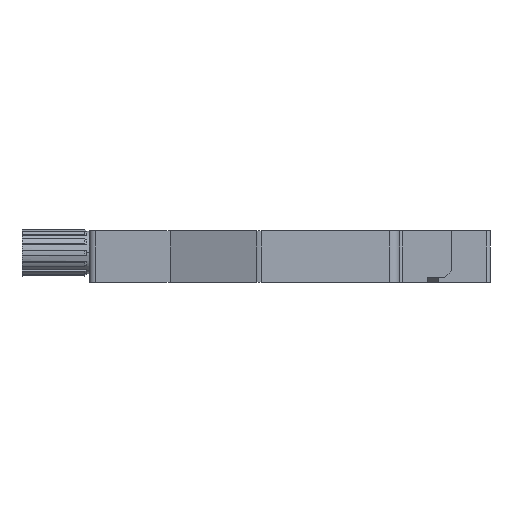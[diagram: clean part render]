
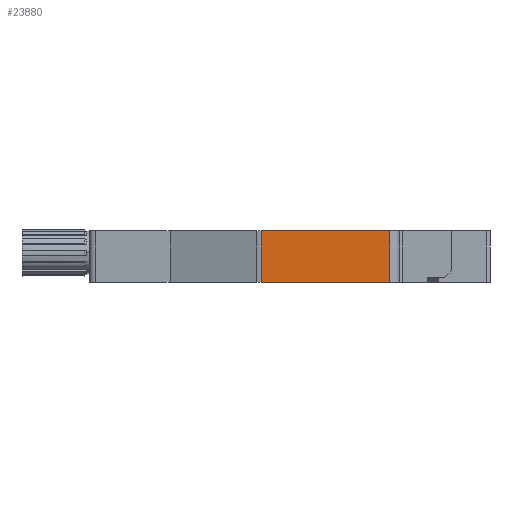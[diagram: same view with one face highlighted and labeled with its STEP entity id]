
A CAD part, left-side view. The second image highlights one B-rep face of the part: STEP entity #23880.
In plain terms, the highlighted planar face has unit normal (-1, 0, 0).
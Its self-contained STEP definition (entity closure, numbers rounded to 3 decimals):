
#2930=CARTESIAN_POINT('',(-34.75,25.91,-8.));
#2940=VERTEX_POINT('',#2930);
#2990=CARTESIAN_POINT('',(-34.75,0.,-8.));
#3000=DIRECTION('',(0.,1.,0.));
#3010=VECTOR('',#3000,1.);
#3020=LINE('',#2990,#3010);
#3030=CARTESIAN_POINT('',(-34.75,6.,-8.));
#3040=VERTEX_POINT('',#3030);
#3050=EDGE_CURVE('',#3040,#2940,#3020,.T.);
#16860=CARTESIAN_POINT('',(-34.75,6.,0.));
#16870=VERTEX_POINT('',#16860);
#16900=CARTESIAN_POINT('',(-34.75,0.,0.));
#16910=DIRECTION('',(0.,-1.,0.));
#16920=VECTOR('',#16910,1.);
#16930=LINE('',#16900,#16920);
#16940=CARTESIAN_POINT('',(-34.75,25.91,0.));
#16950=VERTEX_POINT('',#16940);
#16960=EDGE_CURVE('',#16950,#16870,#16930,.T.);
#23670=CARTESIAN_POINT('',(-34.75,16.633,-7.571));
#23680=DIRECTION('',(1.,0.,0.));
#23690=DIRECTION('',(0.,1.,0.));
#23700=AXIS2_PLACEMENT_3D('',#23670,#23680,#23690);
#23710=PLANE('',#23700);
#23720=CARTESIAN_POINT('',(-34.75,6.,0.));
#23730=DIRECTION('',(0.,0.,1.));
#23740=VECTOR('',#23730,1.);
#23750=LINE('',#23720,#23740);
#23760=EDGE_CURVE('',#3040,#16870,#23750,.T.);
#23770=ORIENTED_EDGE('',*,*,#23760,.T.);
#23780=ORIENTED_EDGE('',*,*,#3050,.F.);
#23790=CARTESIAN_POINT('',(-34.75,25.91,0.));
#23800=DIRECTION('',(0.,0.,-1.));
#23810=VECTOR('',#23800,1.);
#23820=LINE('',#23790,#23810);
#23830=EDGE_CURVE('',#16950,#2940,#23820,.T.);
#23840=ORIENTED_EDGE('',*,*,#23830,.T.);
#23850=ORIENTED_EDGE('',*,*,#16960,.F.);
#23860=EDGE_LOOP('',(#23850,#23840,#23780,#23770));
#23870=FACE_OUTER_BOUND('',#23860,.T.);
#23880=ADVANCED_FACE('',(#23870),#23710,.F.);
